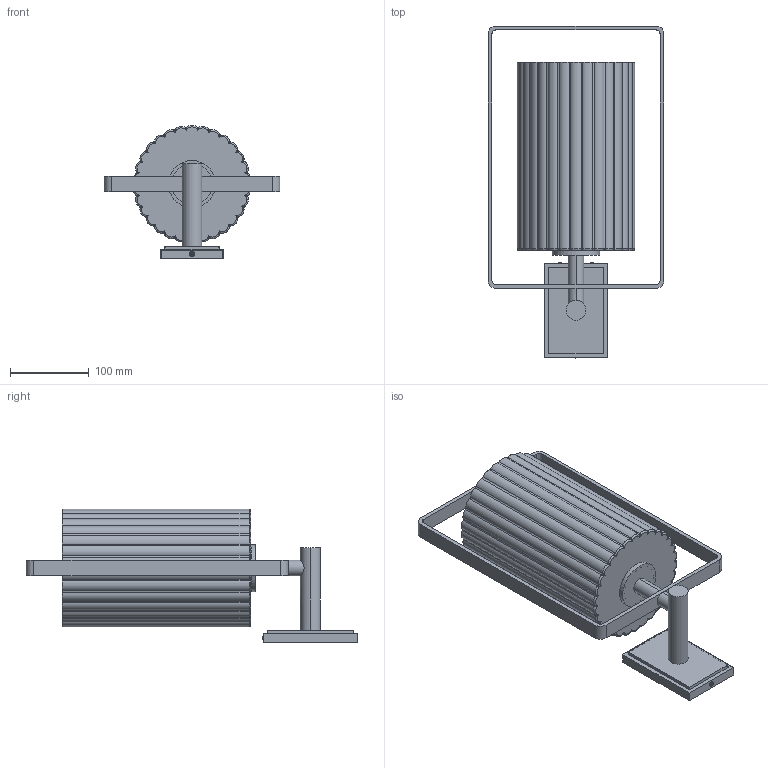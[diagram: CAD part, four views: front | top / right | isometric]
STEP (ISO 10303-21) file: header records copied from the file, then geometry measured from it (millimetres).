
FILE_DESCRIPTION (( 'STEP AP214' ), '1' );
FILE_NAME ('MA 9 W1 EDIT.STEP', '2025-03-24T10:01:41', ( '' ), ( '' ), 'SwSTEP 2.0', 'SolidWorks 2024', '' );
FILE_SCHEMA (( 'AUTOMOTIVE_DESIGN' ));
Length unit declared in the file: millimetre
Products named in the file (3): MA 9 W1 glass; MA 9 W1 EDIT
Assembly tree (2 placements, depth 2):
  MA 9 W1 EDIT
    MA 9 W1 EDIT
    MA 9 W1 glass
Bounding box: 224 x 422.69 x 169.97 mm (x, y, z)
Volume: 643785.1 mm3; surface area: 409052.5 mm2
Topology: 1 solids, 13 shells, 426 faces, 1165 edges, 731 vertices
Faces by surface type: cylinder 258, plane 64, torus 46, bspline 36, sphere 14, cone 8
Entity records: 26591 total; most frequent: CARTESIAN_POINT 16088, DIRECTION 2304, ORIENTED_EDGE 2108, EDGE_CURVE 1130, AXIS2_PLACEMENT_3D 957, VERTEX_POINT 728, CIRCLE 561, EDGE_LOOP 460
